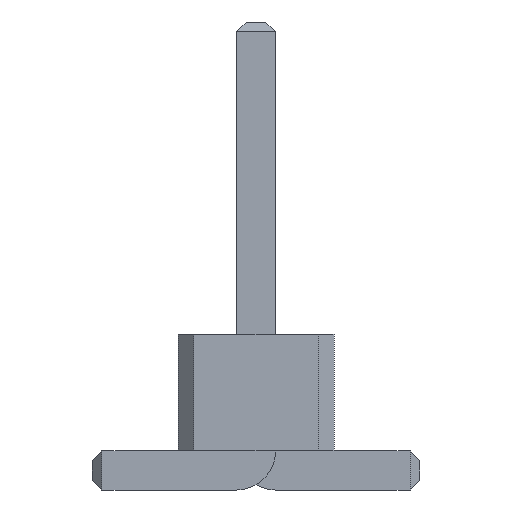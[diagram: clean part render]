
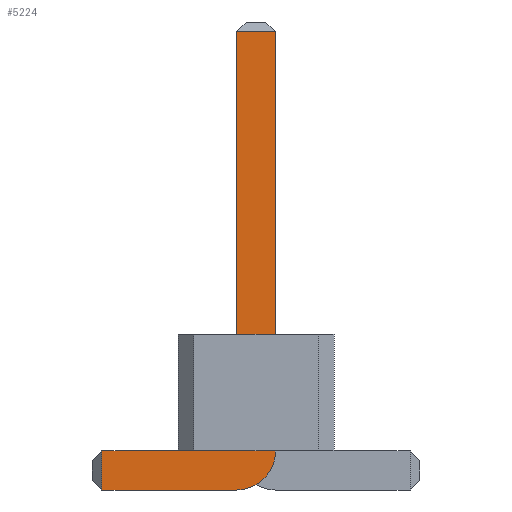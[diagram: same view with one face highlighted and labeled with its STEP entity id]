
A CAD part, front view. The second image highlights one B-rep face of the part: STEP entity #5224.
In plain terms, the highlighted planar face has unit normal (0, -1, 0).
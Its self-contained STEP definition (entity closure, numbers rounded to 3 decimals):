
#13=DIRECTION('',(0.,0.,1.));
#27=VECTOR('',#13,1.);
#56=DIRECTION('',(0.,-1.,0.));
#67=DIRECTION('',(1.,0.,0.));
#1124=VECTOR('',#67,1.);
#1177=DIRECTION('',(-1.,0.,0.));
#2231=VECTOR('',#1177,1.);
#2399=DIRECTION('',(0.,0.,-1.));
#2416=VECTOR('',#2399,1.);
#5079=DIRECTION('',(0.,-1.,0.));
#5080=DIRECTION('',(-1.,0.,0.));
#5087=VERTEX_POINT('',#5088);
#5088=CARTESIAN_POINT('',(-1.975,-18.25,0.));
#5090=ORIENTED_EDGE('',*,*,#5091,.T.);
#5091=EDGE_CURVE('',#5087,#5092,#5094,.T.);
#5092=VERTEX_POINT('',#5093);
#5093=CARTESIAN_POINT('',(-0.25,-18.25,0.));
#5094=LINE('',#5095,#1124);
#5095=CARTESIAN_POINT('',(-2.1,-18.25,0.));
#5127=VERTEX_POINT('',#5128);
#5128=CARTESIAN_POINT('',(0.25,-18.25,0.5));
#5131=EDGE_CURVE('',#5092,#5127,#5132,.T.);
#5132=CIRCLE('',#5133,0.5);
#5133=AXIS2_PLACEMENT_3D('',#5134,#56,#2399);
#5134=CARTESIAN_POINT('',(-0.25,-18.25,0.5));
#5142=VERTEX_POINT('',#5134);
#5144=ORIENTED_EDGE('',*,*,#5145,.T.);
#5145=EDGE_CURVE('',#5142,#5146,#5148,.T.);
#5146=VERTEX_POINT('',#5147);
#5147=CARTESIAN_POINT('',(-1.975,-18.25,0.5));
#5148=LINE('',#5134,#2231);
#5158=ORIENTED_EDGE('',*,*,#5159,.T.);
#5159=EDGE_CURVE('',#5127,#5160,#5162,.T.);
#5160=VERTEX_POINT('',#5161);
#5161=CARTESIAN_POINT('',(0.25,-18.25,5.875));
#5162=LINE('',#5163,#27);
#5163=CARTESIAN_POINT('',(0.25,-18.25,0.));
#5175=VERTEX_POINT('',#5176);
#5176=CARTESIAN_POINT('',(-0.25,-18.25,5.875));
#5178=ORIENTED_EDGE('',*,*,#5179,.T.);
#5179=EDGE_CURVE('',#5175,#5142,#5180,.T.);
#5180=LINE('',#5181,#2416);
#5181=CARTESIAN_POINT('',(-0.25,-18.25,6.));
#5224=ADVANCED_FACE('',(#5225),#5234,.T.);
#5225=FACE_BOUND('',#5226,.T.);
#5226=EDGE_LOOP('',(#5090,#5227,#5158,#5228,#5178,#5144,#5231));
#5227=ORIENTED_EDGE('',*,*,#5131,.T.);
#5228=ORIENTED_EDGE('',*,*,#5229,.T.);
#5229=EDGE_CURVE('',#5160,#5175,#5230,.T.);
#5230=LINE('',#5161,#2231);
#5231=ORIENTED_EDGE('',*,*,#5232,.T.);
#5232=EDGE_CURVE('',#5146,#5087,#5233,.T.);
#5233=LINE('',#5147,#2416);
#5234=PLANE('',#5235);
#5235=AXIS2_PLACEMENT_3D('',#5236,#5079,#5080);
#5236=CARTESIAN_POINT('',(-0.316,-18.25,2.391));
